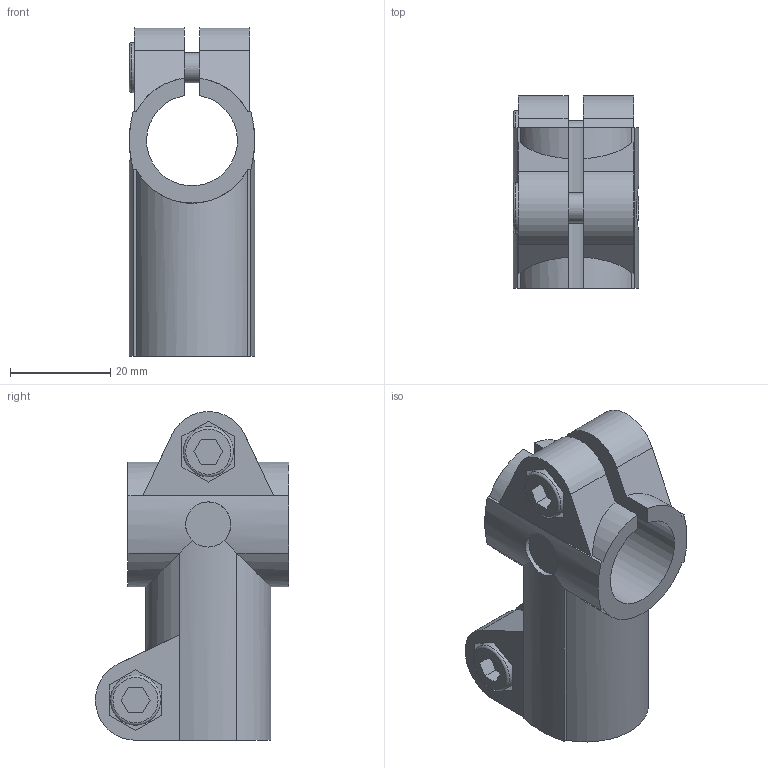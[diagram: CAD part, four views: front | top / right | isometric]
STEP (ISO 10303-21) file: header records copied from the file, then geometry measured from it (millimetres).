
FILE_DESCRIPTION( ( 'STEP AP214' ), '1' );
FILE_NAME( 'K0475.11818.stp', '2020-12-08T09:32:33', ( '' ), ( '' ), ' ', 'PARTsolutions', ' ' );
FILE_SCHEMA( ( 'AUTOMOTIVE_DESIGN { 1 0 10303 214 1 1 1 1 }' ) );
Length unit declared in the file: millimetre
Products named in the file (1): _K0475.11818
Bounding box: 25 x 38.49 x 65.47 mm (x, y, z)
Volume: 22221.4 mm3; surface area: 13940.1 mm2
Topology: 1 solids, 1 shells, 128 faces, 322 edges, 212 vertices
Faces by surface type: plane 94, cylinder 29, cone 3, torus 2
Full cylindrical faces by diameter (mm): 6 x2, 6.5 x4, 9 x2, 10 x2
Entity records: 4864 total; most frequent: CARTESIAN_POINT 782, DIRECTION 620, ORIENTED_EDGE 602, EDGE_CURVE 301, LINE 232, VECTOR 232, VERTEX_POINT 206, AXIS2_PLACEMENT_3D 194
